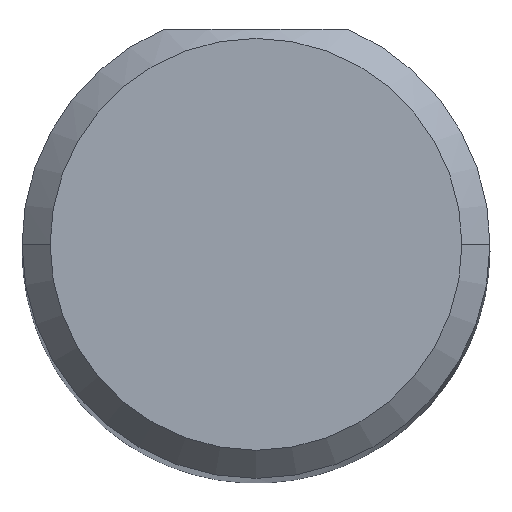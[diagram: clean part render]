
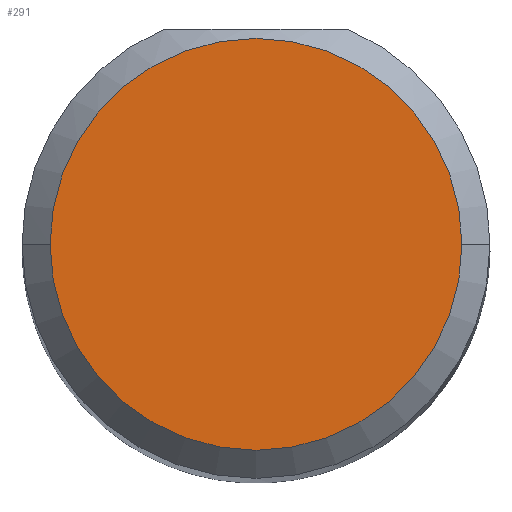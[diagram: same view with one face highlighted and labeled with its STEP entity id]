
A CAD part, top view. The second image highlights one B-rep face of the part: STEP entity #291.
In plain terms, the highlighted planar face has unit normal (0, 0, 1).
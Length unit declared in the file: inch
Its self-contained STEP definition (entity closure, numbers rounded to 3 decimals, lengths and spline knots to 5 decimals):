
#26 = PLANE ( 'NONE',  #117 ) ;
#36 = DIRECTION ( 'NONE',  ( 0., 0., 1. ) ) ;
#76 = DIRECTION ( 'NONE',  ( 1., 0., 0. ) ) ;
#117 = AXIS2_PLACEMENT_3D ( 'NONE', #483, #165, #360 ) ;
#165 = DIRECTION ( 'NONE',  ( 0., 0., 1. ) ) ;
#191 = CARTESIAN_POINT ( 'NONE',  ( 0., 0., 2.5 ) ) ;
#194 = VERTEX_POINT ( 'NONE', #276 ) ;
#195 = CIRCLE ( 'NONE', #259, 0.11 ) ;
#218 = EDGE_CURVE ( 'NONE', #433, #194, #283, .T. ) ;
#235 = FACE_OUTER_BOUND ( 'NONE', #302, .T. ) ;
#259 = AXIS2_PLACEMENT_3D ( 'NONE', #326, #496, #486 ) ;
#276 = CARTESIAN_POINT ( 'NONE',  ( -0.11, 0., 2.5 ) ) ;
#283 = CIRCLE ( 'NONE', #391, 0.11 ) ;
#290 = CARTESIAN_POINT ( 'NONE',  ( 0.11, 0., 2.5 ) ) ;
#291 = ADVANCED_FACE ( 'NONE', ( #235 ), #26, .T. ) ;
#302 = EDGE_LOOP ( 'NONE', ( #327, #427 ) ) ;
#326 = CARTESIAN_POINT ( 'NONE',  ( 0., 0., 2.5 ) ) ;
#327 = ORIENTED_EDGE ( 'NONE', *, *, #512, .T. ) ;
#360 = DIRECTION ( 'NONE',  ( 1., 0., 0. ) ) ;
#391 = AXIS2_PLACEMENT_3D ( 'NONE', #191, #36, #76 ) ;
#427 = ORIENTED_EDGE ( 'NONE', *, *, #218, .T. ) ;
#433 = VERTEX_POINT ( 'NONE', #290 ) ;
#483 = CARTESIAN_POINT ( 'NONE',  ( 0., 0., 2.5 ) ) ;
#486 = DIRECTION ( 'NONE',  ( 1., 0., 0. ) ) ;
#496 = DIRECTION ( 'NONE',  ( 0., 0., 1. ) ) ;
#512 = EDGE_CURVE ( 'NONE', #194, #433, #195, .T. ) ;
